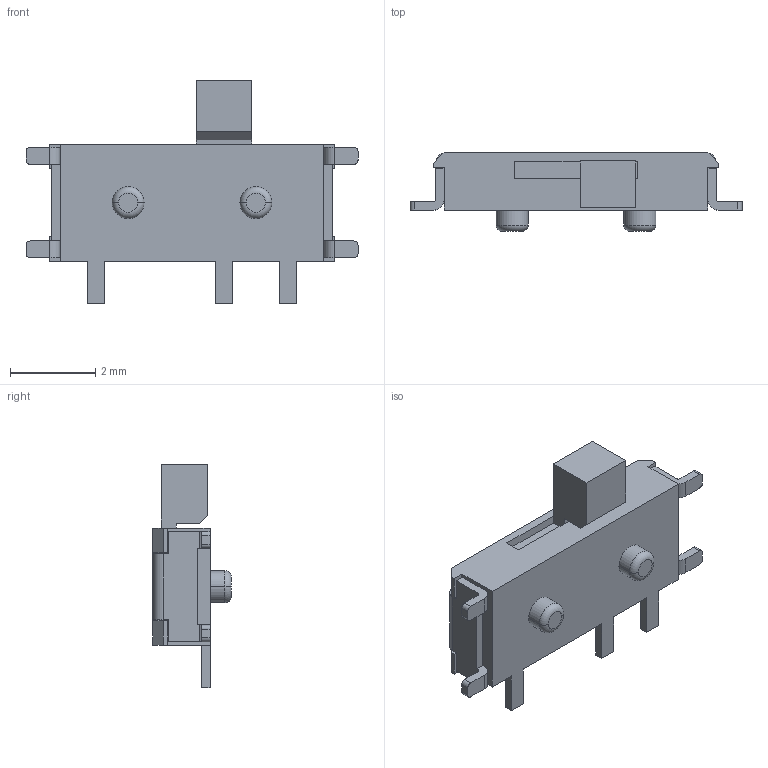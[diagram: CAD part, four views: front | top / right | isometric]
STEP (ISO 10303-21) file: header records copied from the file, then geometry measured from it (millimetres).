
FILE_DESCRIPTION((''),'2;1');
FILE_NAME('SK-3296S-01-L1','2020-08-22T',('cwg'),(''),'PRO/ENGINEER BY PARAMETRIC TECHNOLOGY CORPORATION, 2010280','PRO/ENGINEER BY PARAMETRIC TECHNOLOGY CORPORATION, 2010280','');
FILE_SCHEMA(('CONFIG_CONTROL_DESIGN'));
Length unit declared in the file: millimetre
Products named in the file (1): SK-3296S-01-L1
Bounding box: 7.8 x 1.85 x 5.25 mm (x, y, z)
Volume: 26.7 mm3; surface area: 91.3 mm2
Topology: 1 solids, 1 shells, 546 faces, 1551 edges, 1032 vertices
Faces by surface type: plane 514, cylinder 28, torus 4
Entity records: 17449 total; most frequent: CARTESIAN_POINT 3129, ORIENTED_EDGE 3102, DIRECTION 2707, EDGE_CURVE 1551, VECTOR 1487, LINE 1487, VERTEX_POINT 1032, AXIS2_PLACEMENT_3D 610
